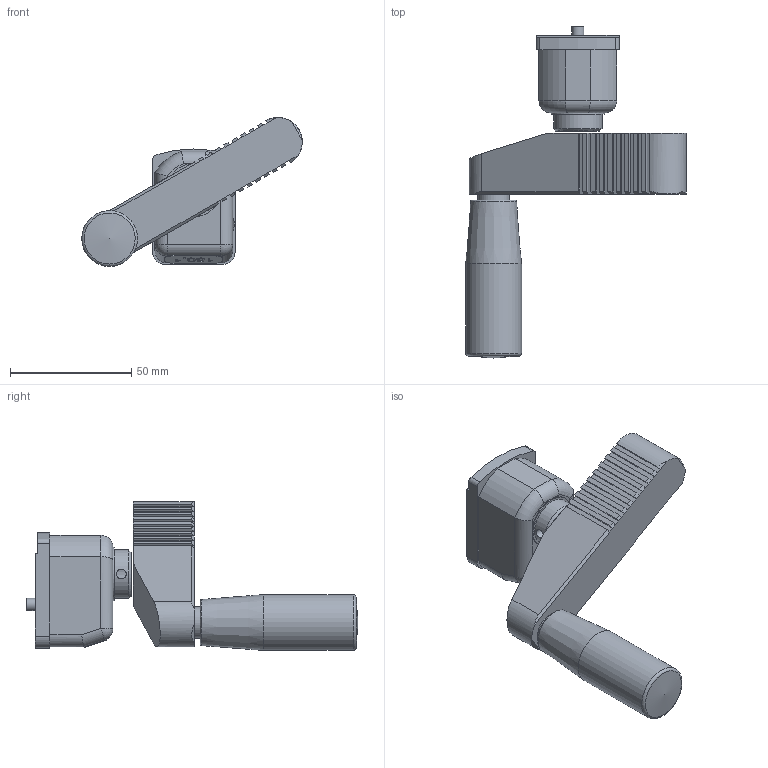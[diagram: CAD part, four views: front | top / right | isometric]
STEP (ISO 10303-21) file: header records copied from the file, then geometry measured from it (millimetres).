
FILE_DESCRIPTION(/* description */ ('Unknown'),/* implementation_level */ '2;1');
FILE_NAME(/* name */ 'A-0000095-Digitalan-Kurbel-Adapterplatte50',/* time_stamp */ '2020-03-19T06:56:47+01:00',/* author */ ('Unknown'),/* organization */ ('Unknown'),/* preprocessor_version */ 'ST-DEVELOPER v16.7',/* originating_system */ 'Solid Edge',/* authorisation */ 'Unknown');
FILE_SCHEMA (('AUTOMOTIVE_DESIGN {1 0 10303 214 3 1 1}'));
Length unit declared in the file: millimetre
Products named in the file (1): A-0000095-Siko-Kurbel-Adapterplatte50-dy
Bounding box: 90.86 x 136.79 x 61.36 mm (x, y, z)
Volume: 103178.3 mm3; surface area: 27065.6 mm2
Topology: 2 solids, 2 shells, 262 faces, 678 edges, 431 vertices
Faces by surface type: plane 185, cylinder 42, bspline 20, cone 7, torus 5, sphere 3
Full cylindrical faces by diameter (mm): 3 x1, 4 x1, 6 x1, 6.4 x2, 12 x1, 13 x1, 13.024 x1, 14 x1, 16 x1, 20 x1, 22 x1, 23 x1, 27 x1
Entity records: 9759 total; most frequent: CARTESIAN_POINT 2579, ORIENTED_EDGE 1258, DIRECTION 1161, EDGE_CURVE 629, LINE 467, VECTOR 467, VERTEX_POINT 415, AXIS2_PLACEMENT_3D 347
